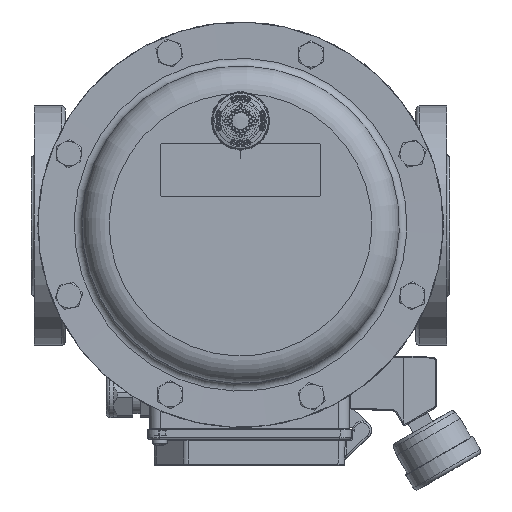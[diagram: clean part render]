
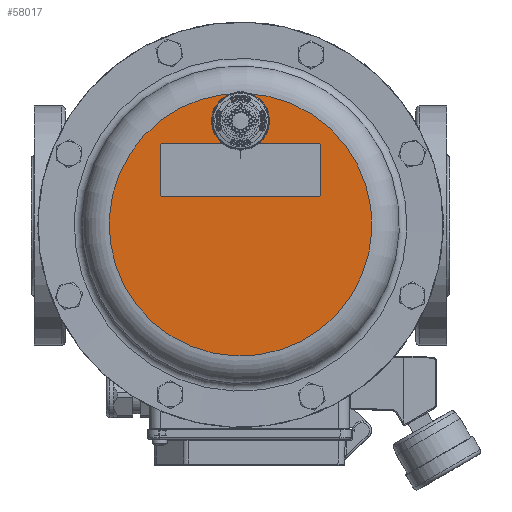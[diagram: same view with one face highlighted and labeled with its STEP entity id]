
A CAD part, top view. The second image highlights one B-rep face of the part: STEP entity #58017.
In plain terms, the highlighted planar face has unit normal (0, 0, 1).
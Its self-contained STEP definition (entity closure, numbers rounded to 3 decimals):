
#5126=LINE('',#98997,#8461);
#5130=LINE('',#99006,#8465);
#5133=LINE('',#99014,#8468);
#5136=LINE('',#99022,#8471);
#8461=VECTOR('',#70306,1000.);
#8465=VECTOR('',#70316,1000.);
#8468=VECTOR('',#70325,1000.);
#8471=VECTOR('',#70334,1000.);
#11282=FACE_BOUND('',#15853,.T.);
#11283=FACE_BOUND('',#15854,.T.);
#12400=FACE_OUTER_BOUND('',#15852,.T.);
#15852=EDGE_LOOP('',(#40341));
#15853=EDGE_LOOP('',(#40342,#40343,#40344,#40345,#40346,#40347,#40348,#40349));
#15854=EDGE_LOOP('',(#40350,#40351));
#19024=CIRCLE('',#61442,10.35);
#19096=CIRCLE('',#61542,69.65);
#19369=CIRCLE('',#62169,1.);
#19370=CIRCLE('',#62172,1.);
#19371=CIRCLE('',#62175,1.);
#19372=CIRCLE('',#62178,1.);
#19373=CIRCLE('',#62228,10.35);
#22328=VERTEX_POINT('',#95148);
#22329=VERTEX_POINT('',#95149);
#22417=VERTEX_POINT('',#95739);
#22975=VERTEX_POINT('',#98995);
#22976=VERTEX_POINT('',#98996);
#22977=VERTEX_POINT('',#99001);
#22978=VERTEX_POINT('',#99005);
#22979=VERTEX_POINT('',#99009);
#22980=VERTEX_POINT('',#99013);
#22981=VERTEX_POINT('',#99017);
#22982=VERTEX_POINT('',#99021);
#28181=EDGE_CURVE('',#22328,#22329,#19024,.T.);
#28301=EDGE_CURVE('',#22417,#22417,#19096,.T.);
#29194=EDGE_CURVE('',#22975,#22976,#5126,.T.);
#29197=EDGE_CURVE('',#22976,#22977,#19369,.T.);
#29199=EDGE_CURVE('',#22977,#22978,#5130,.T.);
#29201=EDGE_CURVE('',#22978,#22979,#19370,.T.);
#29203=EDGE_CURVE('',#22979,#22980,#5133,.T.);
#29205=EDGE_CURVE('',#22980,#22981,#19371,.T.);
#29207=EDGE_CURVE('',#22981,#22982,#5136,.T.);
#29209=EDGE_CURVE('',#22982,#22975,#19372,.T.);
#29282=EDGE_CURVE('',#22329,#22328,#19373,.T.);
#40341=ORIENTED_EDGE('',*,*,#28301,.F.);
#40342=ORIENTED_EDGE('',*,*,#29209,.F.);
#40343=ORIENTED_EDGE('',*,*,#29207,.F.);
#40344=ORIENTED_EDGE('',*,*,#29205,.F.);
#40345=ORIENTED_EDGE('',*,*,#29203,.F.);
#40346=ORIENTED_EDGE('',*,*,#29201,.F.);
#40347=ORIENTED_EDGE('',*,*,#29199,.F.);
#40348=ORIENTED_EDGE('',*,*,#29197,.F.);
#40349=ORIENTED_EDGE('',*,*,#29194,.F.);
#40350=ORIENTED_EDGE('',*,*,#29282,.T.);
#40351=ORIENTED_EDGE('',*,*,#28181,.T.);
#52808=PLANE('',#62227);
#58017=ADVANCED_FACE('',(#12400,#11282,#11283),#52808,.F.);
#61442=AXIS2_PLACEMENT_3D('',#95150,#68575,#68576);
#61542=AXIS2_PLACEMENT_3D('',#95741,#68802,#68803);
#62169=AXIS2_PLACEMENT_3D('',#99002,#70311,#70312);
#62172=AXIS2_PLACEMENT_3D('',#99010,#70320,#70321);
#62175=AXIS2_PLACEMENT_3D('',#99018,#70329,#70330);
#62178=AXIS2_PLACEMENT_3D('',#99025,#70338,#70339);
#62227=AXIS2_PLACEMENT_3D('',#99170,#70508,#70509);
#62228=AXIS2_PLACEMENT_3D('',#99171,#70510,#70511);
#68575=DIRECTION('center_axis',(0.,0.,
-1.));
#68576=DIRECTION('ref_axis',(-0.924,0.383,0.));
#68802=DIRECTION('center_axis',(0.,0.,
-1.));
#68803=DIRECTION('ref_axis',(-0.924,0.383,0.));
#70306=DIRECTION('',(0.,1.,0.));
#70311=DIRECTION('center_axis',(0.,0.,
1.));
#70312=DIRECTION('ref_axis',(0.,-1.,0.));
#70316=DIRECTION('',(-1.,0.,0.));
#70320=DIRECTION('center_axis',(0.,0.,
1.));
#70321=DIRECTION('ref_axis',(0.,-1.,0.));
#70325=DIRECTION('',(0.,-1.,0.));
#70329=DIRECTION('center_axis',(0.,0.,
1.));
#70330=DIRECTION('ref_axis',(0.,-1.,0.));
#70334=DIRECTION('',(1.,0.,0.));
#70338=DIRECTION('center_axis',(0.,0.,
1.));
#70339=DIRECTION('ref_axis',(0.,-1.,0.));
#70508=DIRECTION('center_axis',(0.,0.,
-1.));
#70509=DIRECTION('ref_axis',(-0.924,0.383,0.));
#70510=DIRECTION('center_axis',(0.,0.,
-1.));
#70511=DIRECTION('ref_axis',(-0.924,0.383,0.));
#95148=CARTESIAN_POINT('',(0.,65.35,301.));
#95149=CARTESIAN_POINT('',(0.,44.65,301.));
#95150=CARTESIAN_POINT('Origin',(0.,55.,301.));
#95739=CARTESIAN_POINT('',(64.348,-26.654,301.));
#95741=CARTESIAN_POINT('Origin',(0.,0.,
301.));
#98995=CARTESIAN_POINT('',(42.5,16.,301.));
#98996=CARTESIAN_POINT('',(42.5,42.,301.));
#98997=CARTESIAN_POINT('',(42.5,16.,301.));
#99001=CARTESIAN_POINT('',(41.5,43.,301.));
#99002=CARTESIAN_POINT('Origin',(41.5,42.,301.));
#99005=CARTESIAN_POINT('',(-41.5,43.,301.));
#99006=CARTESIAN_POINT('',(41.5,43.,301.));
#99009=CARTESIAN_POINT('',(-42.5,42.,301.));
#99010=CARTESIAN_POINT('Origin',(-41.5,42.,301.));
#99013=CARTESIAN_POINT('',(-42.5,16.,301.));
#99014=CARTESIAN_POINT('',(-42.5,16.,301.));
#99017=CARTESIAN_POINT('',(-41.5,15.,301.));
#99018=CARTESIAN_POINT('Origin',(-41.5,16.,301.));
#99021=CARTESIAN_POINT('',(41.5,15.,301.));
#99022=CARTESIAN_POINT('',(41.5,15.,301.));
#99025=CARTESIAN_POINT('Origin',(41.5,16.,301.));
#99170=CARTESIAN_POINT('Origin',(0.,0.,
301.));
#99171=CARTESIAN_POINT('Origin',(0.,55.,301.));
